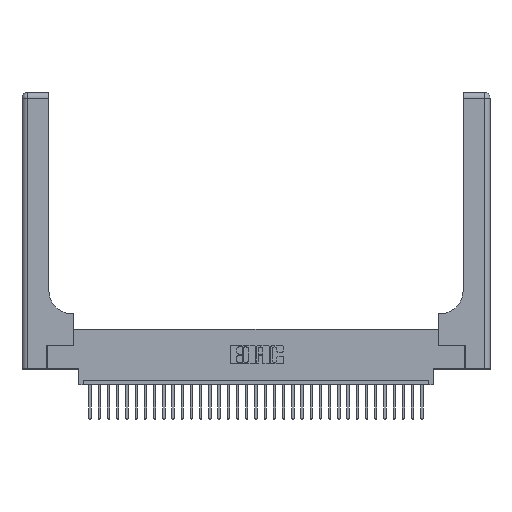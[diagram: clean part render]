
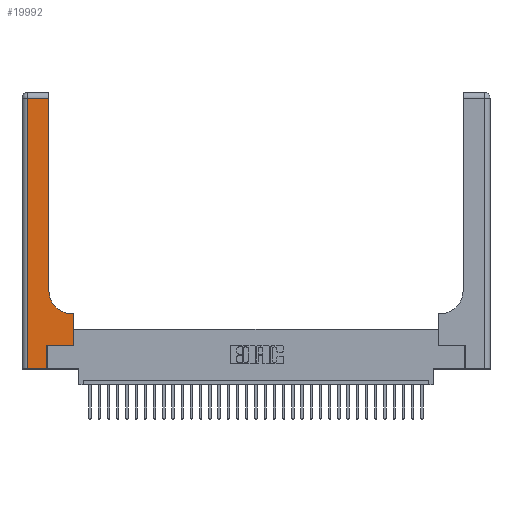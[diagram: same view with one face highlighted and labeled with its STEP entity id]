
A CAD part, top view. The second image highlights one B-rep face of the part: STEP entity #19992.
In plain terms, the highlighted planar face has unit normal (0, 0, 1).
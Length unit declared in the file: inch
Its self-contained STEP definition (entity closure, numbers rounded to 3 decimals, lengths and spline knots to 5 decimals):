
#4 = LINE ( 'NONE', #269, #27012 ) ;
#68 = ORIENTED_EDGE ( 'NONE', *, *, #33848, .T. ) ;
#269 = CARTESIAN_POINT ( 'NONE',  ( 0.2915, 3., 0.37 ) ) ;
#279 = VERTEX_POINT ( 'NONE', #29609 ) ;
#313 = DIRECTION ( 'NONE',  ( -1., 0., 0. ) ) ;
#321 = VERTEX_POINT ( 'NONE', #21884 ) ;
#519 = ORIENTED_EDGE ( 'NONE', *, *, #689, .T. ) ;
#689 = EDGE_CURVE ( 'NONE', #279, #8827, #23391, .T. ) ;
#739 = CARTESIAN_POINT ( 'NONE',  ( 0.5415, 0.6, 0.37 ) ) ;
#1088 = CARTESIAN_POINT ( 'NONE',  ( 0.269, 0.25, 0.37 ) ) ;
#1241 = VECTOR ( 'NONE', #25613, 39.37008 ) ;
#2555 = LINE ( 'NONE', #4827, #22241 ) ;
#2655 = EDGE_LOOP ( 'NONE', ( #27684, #4822, #15115, #26230, #10199, #519, #3054, #32286, #68 ) ) ;
#3054 = ORIENTED_EDGE ( 'NONE', *, *, #21481, .T. ) ;
#3770 = LINE ( 'NONE', #23518, #22223 ) ;
#4608 = CARTESIAN_POINT ( 'NONE',  ( 0.269, 0., 0.37 ) ) ;
#4822 = ORIENTED_EDGE ( 'NONE', *, *, #28415, .T. ) ;
#4827 = CARTESIAN_POINT ( 'NONE',  ( 0., 2.94, 0.37 ) ) ;
#5699 = VERTEX_POINT ( 'NONE', #28517 ) ;
#6544 = AXIS2_PLACEMENT_3D ( 'NONE', #26509, #18520, #313 ) ;
#7282 = CARTESIAN_POINT ( 'NONE',  ( 0.5415, 0.85, 0.37 ) ) ;
#7839 = CARTESIAN_POINT ( 'NONE',  ( 0.06, 0., 0.37 ) ) ;
#7853 = VECTOR ( 'NONE', #32629, 39.37008 ) ;
#8028 = VERTEX_POINT ( 'NONE', #7839 ) ;
#8229 = PLANE ( 'NONE',  #6544 ) ;
#8827 = VERTEX_POINT ( 'NONE', #21206 ) ;
#9365 = EDGE_CURVE ( 'NONE', #15378, #15416, #3770, .T. ) ;
#9446 = DIRECTION ( 'NONE',  ( 1., 0., 0. ) ) ;
#10199 = ORIENTED_EDGE ( 'NONE', *, *, #21840, .T. ) ;
#11741 = DIRECTION ( 'NONE',  ( 1., 0., 0. ) ) ;
#12271 = DIRECTION ( 'NONE',  ( 0., 1., 0. ) ) ;
#13558 = CIRCLE ( 'NONE', #16828, 0.25 ) ;
#15038 = DIRECTION ( 'NONE',  ( 0., 0., -1. ) ) ;
#15115 = ORIENTED_EDGE ( 'NONE', *, *, #19882, .T. ) ;
#15378 = VERTEX_POINT ( 'NONE', #17308 ) ;
#15416 = VERTEX_POINT ( 'NONE', #739 ) ;
#16828 = AXIS2_PLACEMENT_3D ( 'NONE', #7282, #15038, #9446 ) ;
#16941 = CARTESIAN_POINT ( 'NONE',  ( 0.06, 2.94, 0.37 ) ) ;
#16965 = EDGE_CURVE ( 'NONE', #32320, #5699, #4, .T. ) ;
#17308 = CARTESIAN_POINT ( 'NONE',  ( 0.5585, 0.6, 0.37 ) ) ;
#18221 = EDGE_CURVE ( 'NONE', #8028, #321, #33689, .T. ) ;
#18494 = LINE ( 'NONE', #18723, #27480 ) ;
#18520 = DIRECTION ( 'NONE',  ( 0., 0., -1. ) ) ;
#18723 = CARTESIAN_POINT ( 'NONE',  ( 0.5585, 0.25, 0.37 ) ) ;
#19286 = LINE ( 'NONE', #4608, #28252 ) ;
#19882 = EDGE_CURVE ( 'NONE', #22403, #8028, #29079, .T. ) ;
#19992 = ADVANCED_FACE ( 'NONE', ( #31908 ), #8229, .F. ) ;
#20380 = CARTESIAN_POINT ( 'NONE',  ( 0.06, 3., 0.37 ) ) ;
#21206 = CARTESIAN_POINT ( 'NONE',  ( 0.5585, 0.25, 0.37 ) ) ;
#21335 = DIRECTION ( 'NONE',  ( 0., 1., 0. ) ) ;
#21481 = EDGE_CURVE ( 'NONE', #8827, #15378, #18494, .T. ) ;
#21712 = DIRECTION ( 'NONE',  ( -1., 0., 0. ) ) ;
#21840 = EDGE_CURVE ( 'NONE', #321, #279, #19286, .T. ) ;
#21884 = CARTESIAN_POINT ( 'NONE',  ( 0.269, 0., 0.37 ) ) ;
#22223 = VECTOR ( 'NONE', #21712, 39.37008 ) ;
#22241 = VECTOR ( 'NONE', #25877, 39.37008 ) ;
#22403 = VERTEX_POINT ( 'NONE', #16941 ) ;
#23391 = LINE ( 'NONE', #1088, #7853 ) ;
#23518 = CARTESIAN_POINT ( 'NONE',  ( 0.2915, 0.6, 0.37 ) ) ;
#25613 = DIRECTION ( 'NONE',  ( 0., -1., 0. ) ) ;
#25877 = DIRECTION ( 'NONE',  ( -1., 0., 0. ) ) ;
#26230 = ORIENTED_EDGE ( 'NONE', *, *, #18221, .T. ) ;
#26338 = VECTOR ( 'NONE', #11741, 39.37008 ) ;
#26395 = CARTESIAN_POINT ( 'NONE',  ( 0.2915, 0.85, 0.37 ) ) ;
#26509 = CARTESIAN_POINT ( 'NONE',  ( 0., 3., 0.37 ) ) ;
#26931 = DIRECTION ( 'NONE',  ( 0., 1., 0. ) ) ;
#27012 = VECTOR ( 'NONE', #21335, 39.37008 ) ;
#27417 = CARTESIAN_POINT ( 'NONE',  ( 0., 0., 0.37 ) ) ;
#27480 = VECTOR ( 'NONE', #26931, 39.37008 ) ;
#27684 = ORIENTED_EDGE ( 'NONE', *, *, #16965, .T. ) ;
#28252 = VECTOR ( 'NONE', #12271, 39.37008 ) ;
#28415 = EDGE_CURVE ( 'NONE', #5699, #22403, #2555, .T. ) ;
#28517 = CARTESIAN_POINT ( 'NONE',  ( 0.2915, 2.94, 0.37 ) ) ;
#29079 = LINE ( 'NONE', #20380, #1241 ) ;
#29609 = CARTESIAN_POINT ( 'NONE',  ( 0.269, 0.25, 0.37 ) ) ;
#31908 = FACE_OUTER_BOUND ( 'NONE', #2655, .T. ) ;
#32286 = ORIENTED_EDGE ( 'NONE', *, *, #9365, .T. ) ;
#32320 = VERTEX_POINT ( 'NONE', #26395 ) ;
#32629 = DIRECTION ( 'NONE',  ( 1., 0., 0. ) ) ;
#33689 = LINE ( 'NONE', #27417, #26338 ) ;
#33848 = EDGE_CURVE ( 'NONE', #15416, #32320, #13558, .T. ) ;
